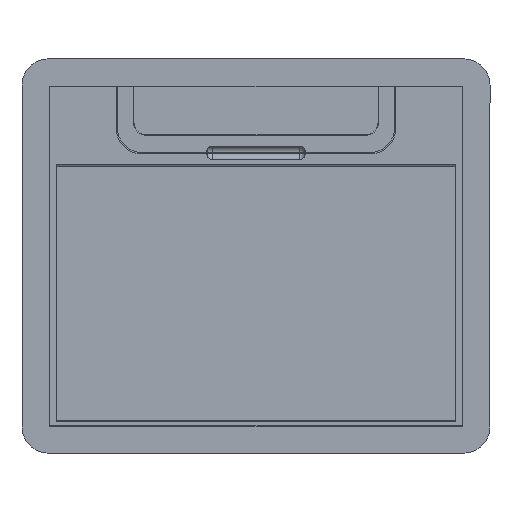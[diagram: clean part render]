
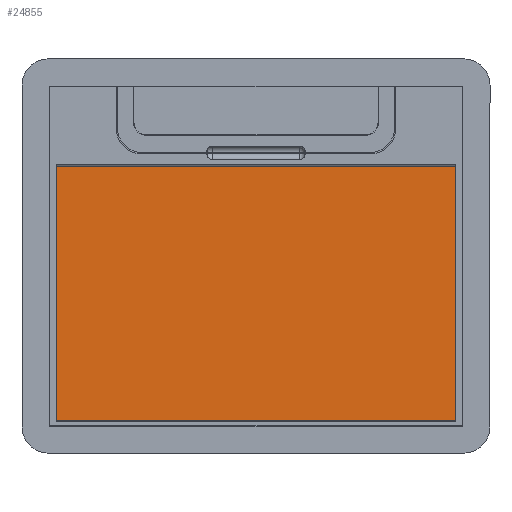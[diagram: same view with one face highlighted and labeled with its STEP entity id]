
A CAD part, top view. The second image highlights one B-rep face of the part: STEP entity #24855.
In plain terms, the highlighted planar face has unit normal (0, 0, 1).
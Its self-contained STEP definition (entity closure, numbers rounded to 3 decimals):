
#23841=CARTESIAN_POINT('Vertex',(54.933,-122.,5.1)) ;
#23844=CARTESIAN_POINT('Line Origine',(-22.77,-122.,5.1)) ;
#23848=CARTESIAN_POINT('Vertex',(-100.474,-122.,5.1)) ;
#23869=CARTESIAN_POINT('Line Origine',(-100.474,0.,5.1)) ;
#23873=CARTESIAN_POINT('Vertex',(-100.474,122.,5.1)) ;
#23893=CARTESIAN_POINT('Line Origine',(-22.77,122.,5.1)) ;
#23897=CARTESIAN_POINT('Vertex',(54.933,122.,5.1)) ;
#24832=CARTESIAN_POINT('Line Origine',(54.933,0.,5.1)) ;
#24844=CARTESIAN_POINT('Axis2P3D Location',(54.933,0.,5.1)) ;
#23845=DIRECTION('Vector Direction',(-1.,0.,0.)) ;
#23870=DIRECTION('Vector Direction',(0.,-1.,0.)) ;
#23894=DIRECTION('Vector Direction',(-1.,0.,0.)) ;
#24833=DIRECTION('Vector Direction',(0.,1.,0.)) ;
#24845=DIRECTION('Axis2P3D Direction',(0.,0.,1.)) ;
#24846=DIRECTION('Axis2P3D XDirection',(-1.,0.,0.)) ;
#24847=AXIS2_PLACEMENT_3D('Plane Axis2P3D',#24844,#24845,#24846) ;
#24850=ORIENTED_EDGE('',*,*,#24836,.F.) ;
#24851=ORIENTED_EDGE('',*,*,#23899,.T.) ;
#24852=ORIENTED_EDGE('',*,*,#23875,.T.) ;
#24853=ORIENTED_EDGE('',*,*,#23850,.F.) ;
#23846=VECTOR('Line Direction',#23845,1.) ;
#23871=VECTOR('Line Direction',#23870,1.) ;
#23895=VECTOR('Line Direction',#23894,1.) ;
#24834=VECTOR('Line Direction',#24833,1.) ;
#24855=ADVANCED_FACE('Corps de pi\X2\00E8\X0\ce.1',(#24854),#24848,.T.) ;
#23850=EDGE_CURVE('',#23842,#23849,#23847,.T.) ;
#23875=EDGE_CURVE('',#23874,#23849,#23872,.T.) ;
#23899=EDGE_CURVE('',#23898,#23874,#23896,.T.) ;
#24836=EDGE_CURVE('',#23898,#23842,#24835,.F.) ;
#24849=EDGE_LOOP('',(#24850,#24851,#24852,#24853)) ;
#24854=FACE_OUTER_BOUND('',#24849,.T.) ;
#23847=LINE('Line',#23844,#23846) ;
#23872=LINE('Line',#23869,#23871) ;
#23896=LINE('Line',#23893,#23895) ;
#24835=LINE('Line',#24832,#24834) ;
#24848=PLANE('',#24847) ;
#23842=VERTEX_POINT('',#23841) ;
#23849=VERTEX_POINT('',#23848) ;
#23874=VERTEX_POINT('',#23873) ;
#23898=VERTEX_POINT('',#23897) ;
